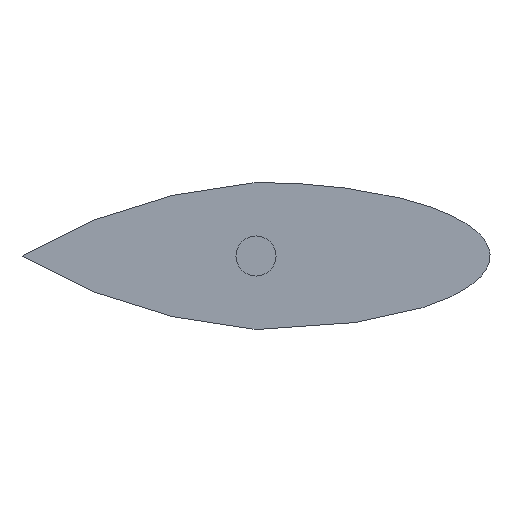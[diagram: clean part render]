
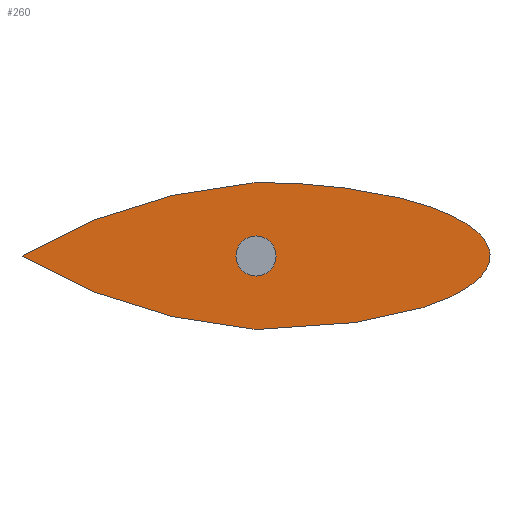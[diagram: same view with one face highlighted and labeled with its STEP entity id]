
A CAD part, front view. The second image highlights one B-rep face of the part: STEP entity #260.
In plain terms, the highlighted planar face has unit normal (0, -1, 0).
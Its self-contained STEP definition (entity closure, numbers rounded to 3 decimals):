
#61=CARTESIAN_POINT('',(0.,-45.,-11.));
#62=CARTESIAN_POINT('',(2.062,-45.,-11.));
#63=CARTESIAN_POINT('',(6.342,-45.,-10.885));
#64=CARTESIAN_POINT('',(12.923,-45.,-10.301));
#65=CARTESIAN_POINT('',(19.266,-45.,-9.277));
#66=CARTESIAN_POINT('',(24.928,-45.,-7.834));
#67=CARTESIAN_POINT('',(29.516,-45.,-6.055));
#68=CARTESIAN_POINT('',(32.776,-45.,-4.061));
#69=CARTESIAN_POINT('',(34.324,-45.,-2.339));
#70=CARTESIAN_POINT('',(34.909,-45.,-0.983));
#71=CARTESIAN_POINT('',(35.046,-45.,0.));
#72=CARTESIAN_POINT('',(34.909,-45.,0.983));
#73=CARTESIAN_POINT('',(34.324,-45.,2.339));
#74=CARTESIAN_POINT('',(32.776,-45.,4.061));
#75=CARTESIAN_POINT('',(29.516,-45.,6.055));
#76=CARTESIAN_POINT('',(24.928,-45.,7.834));
#77=CARTESIAN_POINT('',(19.266,-45.,9.277));
#78=CARTESIAN_POINT('',(12.923,-45.,10.301));
#79=CARTESIAN_POINT('',(6.342,-45.,10.885));
#80=CARTESIAN_POINT('',(2.062,-45.,11.));
#81=CARTESIAN_POINT('',(0.,-45.,11.));
#83=CARTESIAN_POINT('',(-35.,-45.,0.));
#84=CARTESIAN_POINT('',(-24.604,-45.,-6.269));
#85=CARTESIAN_POINT('',(-12.938,-45.,-9.936));
#86=CARTESIAN_POINT('',(0.,-45.,-11.));
#88=CARTESIAN_POINT('',(0.,-45.,11.));
#89=CARTESIAN_POINT('',(-12.938,-45.,9.936));
#90=CARTESIAN_POINT('',(-24.604,-45.,6.269));
#91=CARTESIAN_POINT('',(-35.,-45.,0.));
#93=CARTESIAN_POINT('',(0.,-45.,0.));
#94=DIRECTION('',(0.,-1.,0.));
#95=DIRECTION('',(1.,0.,0.));
#96=AXIS2_PLACEMENT_3D('',#93,#94,#95);
#98=CARTESIAN_POINT('',(0.,-45.,0.));
#99=DIRECTION('',(0.,-1.,0.));
#100=DIRECTION('',(-1.,0.,0.));
#101=AXIS2_PLACEMENT_3D('',#98,#99,#100);
#144=VERTEX_POINT('',#61);
#145=VERTEX_POINT('',#81);
#146=VERTEX_POINT('',#91);
#163=CARTESIAN_POINT('',(3.,-45.,0.));
#164=CARTESIAN_POINT('',(-3.,-45.,0.));
#165=VERTEX_POINT('',#163);
#166=VERTEX_POINT('',#164);
#244=CARTESIAN_POINT('',(0.,-45.,0.));
#245=DIRECTION('',(0.,-1.,0.));
#246=DIRECTION('',(1.,0.,0.));
#247=AXIS2_PLACEMENT_3D('',#244,#245,#246);
#248=PLANE('',#247);
#249=ORIENTED_EDGE('',*,*,#202,.F.);
#250=ORIENTED_EDGE('',*,*,#221,.F.);
#251=ORIENTED_EDGE('',*,*,#238,.F.);
#252=EDGE_LOOP('',(#249,#250,#251));
#253=FACE_OUTER_BOUND('',#252,.F.);
#255=ORIENTED_EDGE('',*,*,#254,.T.);
#257=ORIENTED_EDGE('',*,*,#256,.T.);
#258=EDGE_LOOP('',(#255,#257));
#259=FACE_BOUND('',#258,.F.);
#260=ADVANCED_FACE('',(#253,#259),#248,.T.);
#82=B_SPLINE_CURVE_WITH_KNOTS('',3,(#61,#62,#63,#64,#65,#66,#67,#68,#69,#70,#71,
#72,#73,#74,#75,#76,#77,#78,#79,#80,#81),.UNSPECIFIED.,.F.,.F.,(4,1,1,1,1,1,1,1,
1,1,1,1,1,1,1,1,1,1,4),(0.,0.063,0.125,0.188,0.25,0.313,0.375,
0.438,0.469,0.5,0.531,0.563,0.625,0.688,0.75,0.813,
0.875,0.938,1.),.UNSPECIFIED.);
#87=B_SPLINE_CURVE_WITH_KNOTS('',3,(#83,#84,#85,#86),.UNSPECIFIED.,.F.,.F.,(4,
4),(0.,1.),.UNSPECIFIED.);
#92=B_SPLINE_CURVE_WITH_KNOTS('',3,(#88,#89,#90,#91),.UNSPECIFIED.,.F.,.F.,(4,
4),(0.,1.),.UNSPECIFIED.);
#97=CIRCLE('',#96,3.);
#102=CIRCLE('',#101,3.);
#202=EDGE_CURVE('',#144,#145,#82,.T.);
#221=EDGE_CURVE('',#146,#144,#87,.T.);
#238=EDGE_CURVE('',#145,#146,#92,.T.);
#254=EDGE_CURVE('',#165,#166,#97,.T.);
#256=EDGE_CURVE('',#166,#165,#102,.T.);
